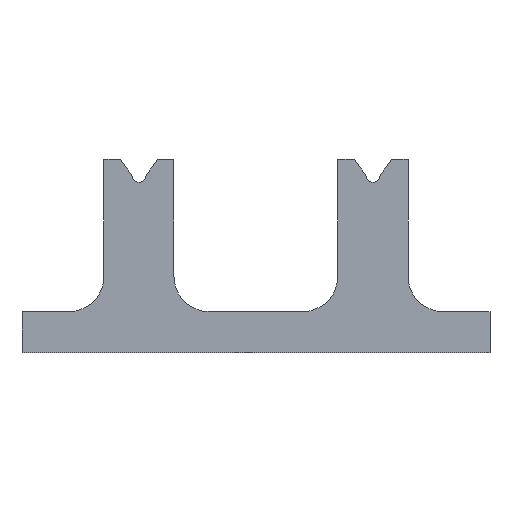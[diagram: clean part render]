
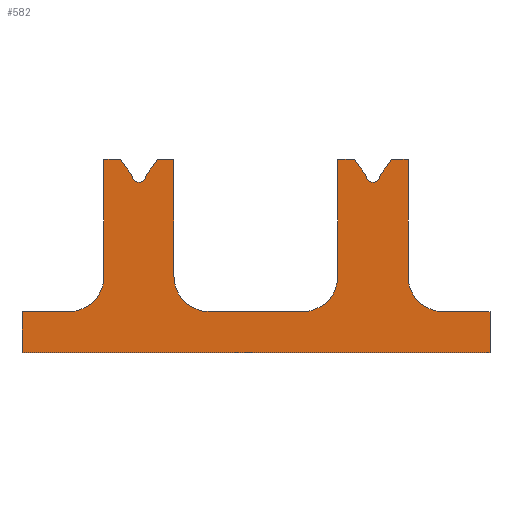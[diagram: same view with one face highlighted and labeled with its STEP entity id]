
A CAD part, front view. The second image highlights one B-rep face of the part: STEP entity #582.
In plain terms, the highlighted planar face has unit normal (0, -1, 0).
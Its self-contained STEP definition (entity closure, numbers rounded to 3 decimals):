
#24=PLANE('',#634);
#50=FACE_OUTER_BOUND('',#80,.T.);
#80=EDGE_LOOP('',(#433,#434,#435,#436,#437,#438,#439,#440,#441,#442,#443,
#444,#445,#446,#447,#448,#449,#450,#451,#452,#453,#454,#455,#456));
#109=LINE('',#840,#177);
#114=LINE('',#855,#182);
#118=LINE('',#867,#186);
#123=LINE('',#882,#191);
#124=LINE('',#885,#192);
#127=LINE('',#891,#195);
#128=LINE('',#893,#196);
#129=LINE('',#897,#197);
#130=LINE('',#899,#198);
#131=LINE('',#900,#199);
#132=LINE('',#902,#200);
#133=LINE('',#904,#201);
#134=LINE('',#908,#202);
#135=LINE('',#910,#203);
#136=LINE('',#911,#204);
#137=LINE('',#913,#205);
#138=LINE('',#915,#206);
#139=LINE('',#916,#207);
#177=VECTOR('',#677,10.);
#182=VECTOR('',#690,10.);
#186=VECTOR('',#702,10.);
#191=VECTOR('',#715,10.);
#192=VECTOR('',#718,10.);
#195=VECTOR('',#723,10.);
#196=VECTOR('',#724,10.);
#197=VECTOR('',#727,10.);
#198=VECTOR('',#728,10.);
#199=VECTOR('',#729,10.);
#200=VECTOR('',#730,10.);
#201=VECTOR('',#731,10.);
#202=VECTOR('',#734,10.);
#203=VECTOR('',#735,10.);
#204=VECTOR('',#736,10.);
#205=VECTOR('',#737,10.);
#206=VECTOR('',#738,10.);
#207=VECTOR('',#739,10.);
#242=CIRCLE('',#619,15.);
#244=CIRCLE('',#623,15.);
#246=CIRCLE('',#627,15.);
#248=CIRCLE('',#631,15.);
#249=CIRCLE('',#635,3.);
#250=CIRCLE('',#636,3.);
#259=VERTEX_POINT('',#830);
#260=VERTEX_POINT('',#832);
#262=VERTEX_POINT('',#838);
#265=VERTEX_POINT('',#845);
#266=VERTEX_POINT('',#847);
#268=VERTEX_POINT('',#853);
#270=VERTEX_POINT('',#859);
#272=VERTEX_POINT('',#865);
#275=VERTEX_POINT('',#872);
#276=VERTEX_POINT('',#874);
#278=VERTEX_POINT('',#880);
#279=VERTEX_POINT('',#884);
#281=VERTEX_POINT('',#890);
#282=VERTEX_POINT('',#892);
#283=VERTEX_POINT('',#894);
#284=VERTEX_POINT('',#896);
#285=VERTEX_POINT('',#898);
#286=VERTEX_POINT('',#901);
#287=VERTEX_POINT('',#903);
#288=VERTEX_POINT('',#905);
#289=VERTEX_POINT('',#907);
#290=VERTEX_POINT('',#909);
#291=VERTEX_POINT('',#912);
#292=VERTEX_POINT('',#914);
#315=EDGE_CURVE('',#259,#260,#242,.T.);
#319=EDGE_CURVE('',#259,#262,#109,.T.);
#322=EDGE_CURVE('',#265,#266,#244,.T.);
#326=EDGE_CURVE('',#265,#268,#114,.T.);
#329=EDGE_CURVE('',#270,#262,#246,.T.);
#332=EDGE_CURVE('',#270,#272,#118,.T.);
#335=EDGE_CURVE('',#275,#276,#248,.T.);
#339=EDGE_CURVE('',#275,#278,#123,.T.);
#340=EDGE_CURVE('',#279,#276,#124,.T.);
#343=EDGE_CURVE('',#281,#278,#127,.T.);
#344=EDGE_CURVE('',#281,#282,#128,.T.);
#345=EDGE_CURVE('',#282,#283,#249,.T.);
#346=EDGE_CURVE('',#283,#284,#129,.T.);
#347=EDGE_CURVE('',#285,#284,#130,.T.);
#348=EDGE_CURVE('',#285,#260,#131,.T.);
#349=EDGE_CURVE('',#286,#272,#132,.T.);
#350=EDGE_CURVE('',#286,#287,#133,.T.);
#351=EDGE_CURVE('',#287,#288,#250,.T.);
#352=EDGE_CURVE('',#288,#289,#134,.T.);
#353=EDGE_CURVE('',#290,#289,#135,.T.);
#354=EDGE_CURVE('',#290,#266,#136,.T.);
#355=EDGE_CURVE('',#291,#268,#137,.T.);
#356=EDGE_CURVE('',#292,#291,#138,.T.);
#357=EDGE_CURVE('',#292,#279,#139,.T.);
#433=ORIENTED_EDGE('',*,*,#340,.T.);
#434=ORIENTED_EDGE('',*,*,#335,.F.);
#435=ORIENTED_EDGE('',*,*,#339,.T.);
#436=ORIENTED_EDGE('',*,*,#343,.F.);
#437=ORIENTED_EDGE('',*,*,#344,.T.);
#438=ORIENTED_EDGE('',*,*,#345,.T.);
#439=ORIENTED_EDGE('',*,*,#346,.T.);
#440=ORIENTED_EDGE('',*,*,#347,.F.);
#441=ORIENTED_EDGE('',*,*,#348,.T.);
#442=ORIENTED_EDGE('',*,*,#315,.F.);
#443=ORIENTED_EDGE('',*,*,#319,.T.);
#444=ORIENTED_EDGE('',*,*,#329,.F.);
#445=ORIENTED_EDGE('',*,*,#332,.T.);
#446=ORIENTED_EDGE('',*,*,#349,.F.);
#447=ORIENTED_EDGE('',*,*,#350,.T.);
#448=ORIENTED_EDGE('',*,*,#351,.T.);
#449=ORIENTED_EDGE('',*,*,#352,.T.);
#450=ORIENTED_EDGE('',*,*,#353,.F.);
#451=ORIENTED_EDGE('',*,*,#354,.T.);
#452=ORIENTED_EDGE('',*,*,#322,.F.);
#453=ORIENTED_EDGE('',*,*,#326,.T.);
#454=ORIENTED_EDGE('',*,*,#355,.F.);
#455=ORIENTED_EDGE('',*,*,#356,.F.);
#456=ORIENTED_EDGE('',*,*,#357,.T.);
#582=ADVANCED_FACE('',(#50),#24,.F.);
#619=AXIS2_PLACEMENT_3D('',#833,#670,#671);
#623=AXIS2_PLACEMENT_3D('',#848,#683,#684);
#627=AXIS2_PLACEMENT_3D('',#861,#696,#697);
#631=AXIS2_PLACEMENT_3D('',#875,#708,#709);
#634=AXIS2_PLACEMENT_3D('',#889,#721,#722);
#635=AXIS2_PLACEMENT_3D('',#895,#725,#726);
#636=AXIS2_PLACEMENT_3D('',#906,#732,#733);
#670=DIRECTION('center_axis',(0.,-1.,0.));
#671=DIRECTION('ref_axis',(0.707,0.,-0.707));
#677=DIRECTION('',(-1.,0.,0.));
#683=DIRECTION('center_axis',(0.,-1.,0.));
#684=DIRECTION('ref_axis',(0.707,0.,-0.707));
#690=DIRECTION('',(-1.,0.,0.));
#696=DIRECTION('center_axis',(0.,-1.,0.));
#697=DIRECTION('ref_axis',(-0.707,0.,-0.707));
#702=DIRECTION('',(0.,0.,1.));
#708=DIRECTION('center_axis',(0.,-1.,0.));
#709=DIRECTION('ref_axis',(-0.707,0.,-0.707));
#715=DIRECTION('',(0.,0.,1.));
#718=DIRECTION('',(-1.,0.,0.));
#721=DIRECTION('center_axis',(0.,1.,0.));
#722=DIRECTION('ref_axis',(0.,0.,-1.));
#723=DIRECTION('',(1.,0.,0.));
#724=DIRECTION('',(-0.594,0.,-0.805));
#725=DIRECTION('center_axis',(0.,1.,0.));
#726=DIRECTION('ref_axis',(1.,0.,0.));
#727=DIRECTION('',(-0.594,0.,0.805));
#728=DIRECTION('',(1.,0.,0.));
#729=DIRECTION('',(0.,0.,-1.));
#730=DIRECTION('',(1.,0.,0.));
#731=DIRECTION('',(-0.594,0.,-0.805));
#732=DIRECTION('center_axis',(0.,1.,0.));
#733=DIRECTION('ref_axis',(1.,0.,0.));
#734=DIRECTION('',(-0.594,0.,0.805));
#735=DIRECTION('',(1.,0.,0.));
#736=DIRECTION('',(0.,0.,-1.));
#737=DIRECTION('',(0.,0.,1.));
#738=DIRECTION('',(-1.,0.,0.));
#739=DIRECTION('',(0.,0.,1.));
#830=CARTESIAN_POINT('',(1309.927,319.,47.5));
#832=CARTESIAN_POINT('',(1324.927,319.,62.5));
#833=CARTESIAN_POINT('Origin',(1309.927,319.,62.5));
#838=CARTESIAN_POINT('',(1269.927,319.,47.5));
#840=CARTESIAN_POINT('',(1289.964,319.,47.5));
#845=CARTESIAN_POINT('',(1210.,319.,47.5));
#847=CARTESIAN_POINT('',(1225.,319.,62.5));
#848=CARTESIAN_POINT('Origin',(1210.,319.,62.5));
#853=CARTESIAN_POINT('',(1190.,319.,47.5));
#855=CARTESIAN_POINT('',(1248.75,319.,47.5));
#859=CARTESIAN_POINT('',(1254.927,319.,62.5));
#861=CARTESIAN_POINT('Origin',(1269.927,319.,62.5));
#865=CARTESIAN_POINT('',(1254.927,319.,112.5));
#867=CARTESIAN_POINT('',(1254.927,319.,73.75));
#872=CARTESIAN_POINT('',(1355.,319.,62.5));
#874=CARTESIAN_POINT('',(1370.,319.,47.5));
#875=CARTESIAN_POINT('Origin',(1370.,319.,62.5));
#880=CARTESIAN_POINT('',(1355.,319.,112.5));
#882=CARTESIAN_POINT('',(1355.,319.,73.75));
#884=CARTESIAN_POINT('',(1390.,319.,47.5));
#885=CARTESIAN_POINT('',(1331.25,319.,47.5));
#889=CARTESIAN_POINT('Origin',(1290.,319.,67.5));
#890=CARTESIAN_POINT('',(1348.,319.,112.5));
#891=CARTESIAN_POINT('',(1290.,319.,112.5));
#892=CARTESIAN_POINT('',(1343.,319.,105.72));
#893=CARTESIAN_POINT('',(1327.036,319.,84.073));
#894=CARTESIAN_POINT('',(1337.,319.,105.72));
#895=CARTESIAN_POINT('Origin',(1340.,319.,105.72));
#896=CARTESIAN_POINT('',(1332.,319.,112.5));
#897=CARTESIAN_POINT('',(1337.85,319.,104.567));
#898=CARTESIAN_POINT('',(1324.927,319.,112.5));
#899=CARTESIAN_POINT('',(1290.,319.,112.5));
#900=CARTESIAN_POINT('',(1324.927,319.,73.75));
#901=CARTESIAN_POINT('',(1248.,319.,112.5));
#902=CARTESIAN_POINT('',(1290.,319.,112.5));
#903=CARTESIAN_POINT('',(1243.,319.,105.72));
#904=CARTESIAN_POINT('',(1244.65,319.,107.957));
#905=CARTESIAN_POINT('',(1237.,319.,105.72));
#906=CARTESIAN_POINT('Origin',(1240.,319.,105.72));
#907=CARTESIAN_POINT('',(1232.,319.,112.5));
#908=CARTESIAN_POINT('',(1255.464,319.,80.683));
#909=CARTESIAN_POINT('',(1225.,319.,112.5));
#910=CARTESIAN_POINT('',(1290.,319.,112.5));
#911=CARTESIAN_POINT('',(1225.,319.,73.75));
#912=CARTESIAN_POINT('',(1190.,319.,30.));
#913=CARTESIAN_POINT('',(1190.,319.,105.));
#914=CARTESIAN_POINT('',(1390.,319.,30.));
#915=CARTESIAN_POINT('',(1290.,319.,30.));
#916=CARTESIAN_POINT('',(1390.,319.,105.));
